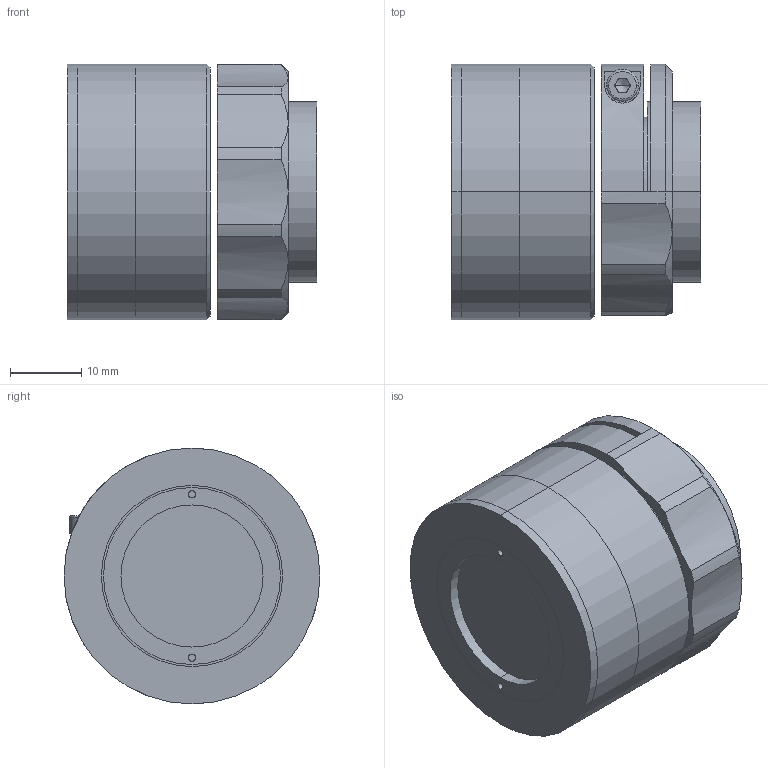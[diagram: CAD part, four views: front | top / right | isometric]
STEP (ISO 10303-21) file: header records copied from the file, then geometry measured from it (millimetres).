
FILE_DESCRIPTION (( 'STEP AP203' ), '1' );
FILE_NAME ('XF-NH04X82.STEP', '2019-09-20T06:04:13', ( 'puyufan' ), ( '' ), 'SwSTEP 2.0', 'SolidWorks 2014', '' );
FILE_SCHEMA (( 'CONFIG_CONTROL_DESIGN' ));
Length unit declared in the file: millimetre
Products named in the file (1): XF-NH04X82
Bounding box: 35.09 x 36 x 36 mm (x, y, z)
Surface area: 10109.6 mm2 (no closed solid volume)
Topology: 0 solids, 11 shells, 81 faces, 224 edges, 155 vertices
Faces by surface type: cylinder 35, plane 33, cone 11, torus 2
Entity records: 2768 total; most frequent: CARTESIAN_POINT 552, DIRECTION 499, ORIENTED_EDGE 372, EDGE_CURVE 222, AXIS2_PLACEMENT_3D 206, VERTEX_POINT 155, CIRCLE 124, EDGE_LOOP 100
